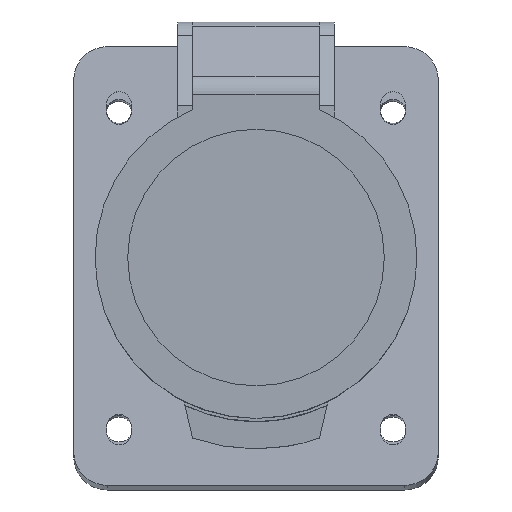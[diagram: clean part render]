
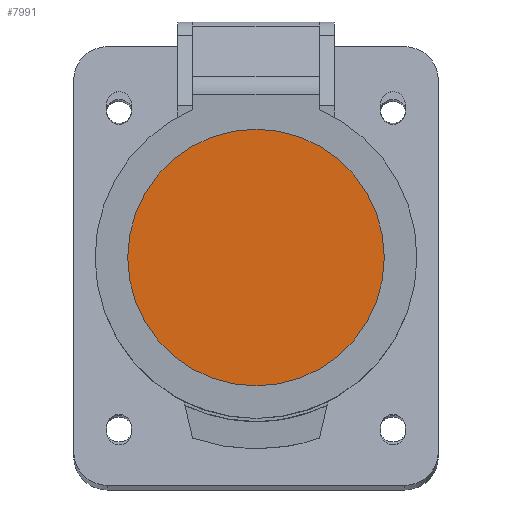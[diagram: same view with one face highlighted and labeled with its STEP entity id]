
A CAD part, top view. The second image highlights one B-rep face of the part: STEP entity #7991.
In plain terms, the highlighted planar face has unit normal (0, 0, 1).
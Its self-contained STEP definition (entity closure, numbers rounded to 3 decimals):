
#1377 = EDGE_LOOP ( 'NONE', ( #11154, #3024 ) ) ;
#1465 = CARTESIAN_POINT ( 'NONE',  ( 28.5, 0., 60.35 ) ) ;
#1522 = AXIS2_PLACEMENT_3D ( 'NONE', #5931, #11407, #4331 ) ;
#1616 = CARTESIAN_POINT ( 'NONE',  ( 0., 0., 60.35 ) ) ;
#2002 = AXIS2_PLACEMENT_3D ( 'NONE', #1616, #6229, #7007 ) ;
#2662 = DIRECTION ( 'NONE',  ( 0., 0., 1. ) ) ;
#3024 = ORIENTED_EDGE ( 'NONE', *, *, #10675, .T. ) ;
#4331 = DIRECTION ( 'NONE',  ( 1., 0., 0. ) ) ;
#4673 = FACE_OUTER_BOUND ( 'NONE', #1377, .T. ) ;
#5496 = PLANE ( 'NONE',  #8641 ) ;
#5931 = CARTESIAN_POINT ( 'NONE',  ( 0., 0., 60.35 ) ) ;
#6229 = DIRECTION ( 'NONE',  ( 0., 0., 1. ) ) ;
#6403 = VERTEX_POINT ( 'NONE', #11584 ) ;
#7007 = DIRECTION ( 'NONE',  ( 1., 0., 0. ) ) ;
#7499 = EDGE_CURVE ( 'NONE', #6403, #10154, #11292, .T. ) ;
#7964 = CIRCLE ( 'NONE', #1522, 28.5 ) ;
#7991 = ADVANCED_FACE ( 'NONE', ( #4673 ), #5496, .T. ) ;
#8172 = DIRECTION ( 'NONE',  ( 1., 0., 0. ) ) ;
#8641 = AXIS2_PLACEMENT_3D ( 'NONE', #9070, #2662, #8172 ) ;
#9070 = CARTESIAN_POINT ( 'NONE',  ( 0., 0., 60.35 ) ) ;
#10154 = VERTEX_POINT ( 'NONE', #1465 ) ;
#10675 = EDGE_CURVE ( 'NONE', #10154, #6403, #7964, .T. ) ;
#11154 = ORIENTED_EDGE ( 'NONE', *, *, #7499, .T. ) ;
#11292 = CIRCLE ( 'NONE', #2002, 28.5 ) ;
#11407 = DIRECTION ( 'NONE',  ( 0., 0., 1. ) ) ;
#11584 = CARTESIAN_POINT ( 'NONE',  ( -28.5, 0., 60.35 ) ) ;
